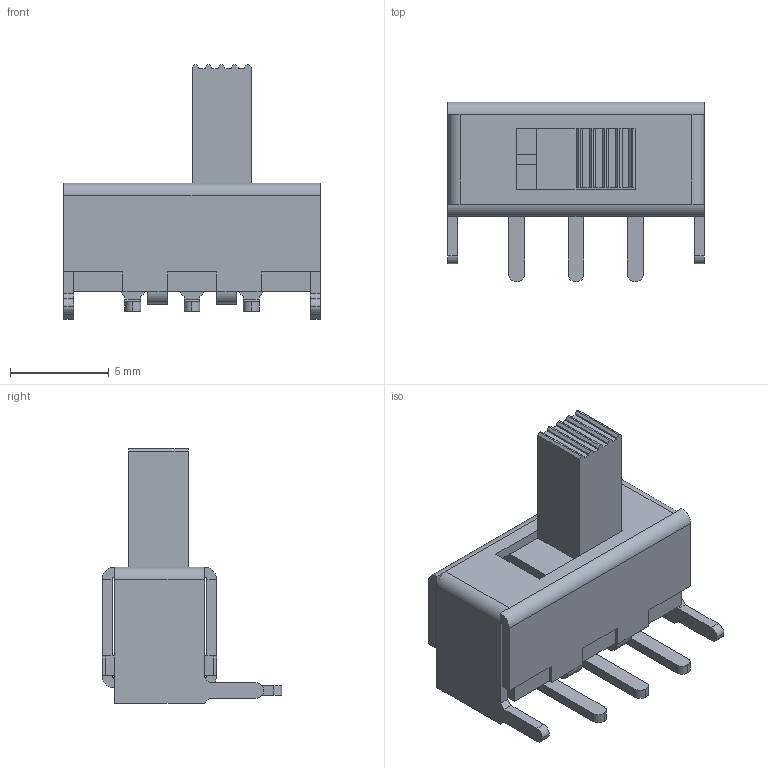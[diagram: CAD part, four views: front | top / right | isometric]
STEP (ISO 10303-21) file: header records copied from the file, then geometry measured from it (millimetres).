
FILE_DESCRIPTION (( 'STEP AP214' ), '1' );
FILE_NAME ('User Library-SLIDE SWITCH SS12F23.STEP', '2012-07-03T01:34:21', ( 'sysAdmin' ), ( 'SolidWorks' ), 'SwSTEP 2.0', 'SolidWorks 2012', '' );
FILE_SCHEMA (( 'AUTOMOTIVE_DESIGN' ));
Length unit declared in the file: millimetre
Products named in the file (7): User Library-SLIDE SWITCH SS12F23; User Library-SLIDE SWITCH SS12F23_SLIDE SWITCH SS12F23 ATUADOR_Valor predeterminado; User Library-SLIDE SWITCH SS12F23_SLIDE SWITCH SS12F23 Contato_Valor predeterminado; User Library-SLIDE SWITCH SS12F23_SLIDE SWITCH SS12F23 PCB_Valor predeterminado; User Library-SLIDE SWITCH SS12F23_SLIDE SWITCH SS12F23 CENTRAL_Valor predeterminado; User Library-SLIDE SWITCH SS12F23_SLIDE SWITCH SS12F23 CAPA_Valor predeterminado; User Library-SLIDE SWITCH SS12F23_SLIDE SWITCH SS12F23 LATERAL_Valor predeterminado
Assembly tree (7 placements, depth 2):
  User Library-SLIDE SWITCH SS12F23
    User Library-SLIDE SWITCH SS12F23_SLIDE SWITCH SS12F23 CAPA_Valor predeterminado
    User Library-SLIDE SWITCH SS12F23_SLIDE SWITCH SS12F23 PCB_Valor predeterminado
    User Library-SLIDE SWITCH SS12F23_SLIDE SWITCH SS12F23 CENTRAL_Valor predeterminado
    User Library-SLIDE SWITCH SS12F23_SLIDE SWITCH SS12F23 LATERAL_Valor predeterminado  x2
    User Library-SLIDE SWITCH SS12F23_SLIDE SWITCH SS12F23 ATUADOR_Valor predeterminado
    User Library-SLIDE SWITCH SS12F23_SLIDE SWITCH SS12F23 Contato_Valor predeterminado
Bounding box: 13 x 9.1 x 12.9 mm (x, y, z)
Volume: 334.6 mm3; surface area: 1108.8 mm2
Topology: 7 solids, 7 shells, 269 faces, 700 edges, 446 vertices
Faces by surface type: plane 221, cylinder 48
Entity records: 7999 total; most frequent: CARTESIAN_POINT 1333, ORIENTED_EDGE 1310, DIRECTION 1273, EDGE_CURVE 655, LINE 561, VECTOR 561, VERTEX_POINT 416, AXIS2_PLACEMENT_3D 356
